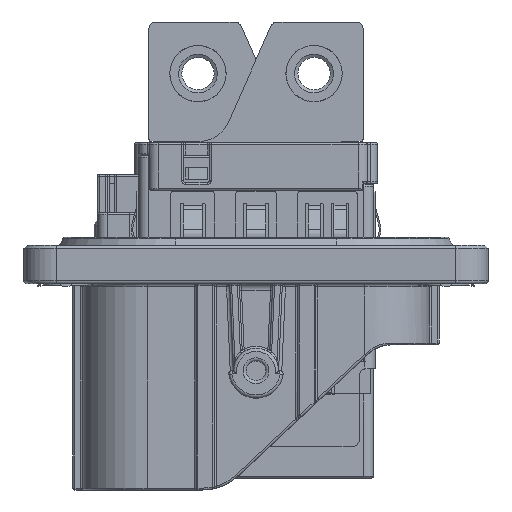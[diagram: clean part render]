
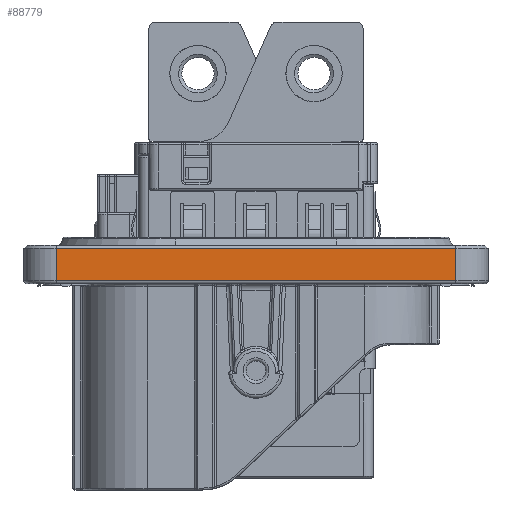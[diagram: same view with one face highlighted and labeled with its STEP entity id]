
A CAD part, left-side view. The second image highlights one B-rep face of the part: STEP entity #88779.
In plain terms, the highlighted planar face has unit normal (-1, 0, 0).
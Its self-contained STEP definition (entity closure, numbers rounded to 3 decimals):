
#336 = CARTESIAN_POINT ( 'NONE',  ( -37.5, -31., 0.5 ) ) ;
#5958 = LINE ( 'NONE', #191226, #109651 ) ;
#10192 = ORIENTED_EDGE ( 'NONE', *, *, #214558, .T. ) ;
#29842 = VERTEX_POINT ( 'NONE', #149798 ) ;
#36318 = CARTESIAN_POINT ( 'NONE',  ( -37.5, -31., 6. ) ) ;
#42664 = DIRECTION ( 'NONE',  ( 0., 0., -1. ) ) ;
#49822 = ORIENTED_EDGE ( 'NONE', *, *, #109893, .T. ) ;
#65752 = VERTEX_POINT ( 'NONE', #78319 ) ;
#67567 = DIRECTION ( 'NONE',  ( 0., 1., 0. ) ) ;
#78319 = CARTESIAN_POINT ( 'NONE',  ( -37.5, 31., 0.5 ) ) ;
#79907 = EDGE_CURVE ( 'NONE', #65752, #29842, #105823, .T. ) ;
#79926 = VERTEX_POINT ( 'NONE', #141475 ) ;
#84819 = CARTESIAN_POINT ( 'NONE',  ( -37.5, -36., 6. ) ) ;
#88779 = ADVANCED_FACE ( 'NONE', ( #160106 ), #105083, .F. ) ;
#89458 = VECTOR ( 'NONE', #174391, 1000. ) ;
#96734 = EDGE_LOOP ( 'NONE', ( #49822, #173143, #10192, #134079 ) ) ;
#98518 = CARTESIAN_POINT ( 'NONE',  ( -37.5, -31., 5.5 ) ) ;
#105083 = PLANE ( 'NONE',  #132935 ) ;
#105823 = LINE ( 'NONE', #336, #89458 ) ;
#109651 = VECTOR ( 'NONE', #67567, 1000. ) ;
#109893 = EDGE_CURVE ( 'NONE', #29842, #178065, #179064, .T. ) ;
#131937 = VECTOR ( 'NONE', #139895, 1000. ) ;
#132935 = AXIS2_PLACEMENT_3D ( 'NONE', #84819, #144297, #42664 ) ;
#134079 = ORIENTED_EDGE ( 'NONE', *, *, #79907, .T. ) ;
#139895 = DIRECTION ( 'NONE',  ( 0., 0., -1. ) ) ;
#141475 = CARTESIAN_POINT ( 'NONE',  ( -37.5, 31., 5.5 ) ) ;
#144297 = DIRECTION ( 'NONE',  ( 1., 0., 0. ) ) ;
#149798 = CARTESIAN_POINT ( 'NONE',  ( -37.5, -31., 0.5 ) ) ;
#160044 = VECTOR ( 'NONE', #192070, 1000. ) ;
#160106 = FACE_OUTER_BOUND ( 'NONE', #96734, .T. ) ;
#172233 = EDGE_CURVE ( 'NONE', #178065, #79926, #5958, .T. ) ;
#173143 = ORIENTED_EDGE ( 'NONE', *, *, #172233, .T. ) ;
#174391 = DIRECTION ( 'NONE',  ( 0., -1., 0. ) ) ;
#178065 = VERTEX_POINT ( 'NONE', #98518 ) ;
#179064 = LINE ( 'NONE', #36318, #160044 ) ;
#191226 = CARTESIAN_POINT ( 'NONE',  ( -37.5, -36., 5.5 ) ) ;
#192070 = DIRECTION ( 'NONE',  ( 0., 0., 1. ) ) ;
#213973 = LINE ( 'NONE', #226234, #131937 ) ;
#214558 = EDGE_CURVE ( 'NONE', #79926, #65752, #213973, .T. ) ;
#226234 = CARTESIAN_POINT ( 'NONE',  ( -37.5, 31., 6. ) ) ;
